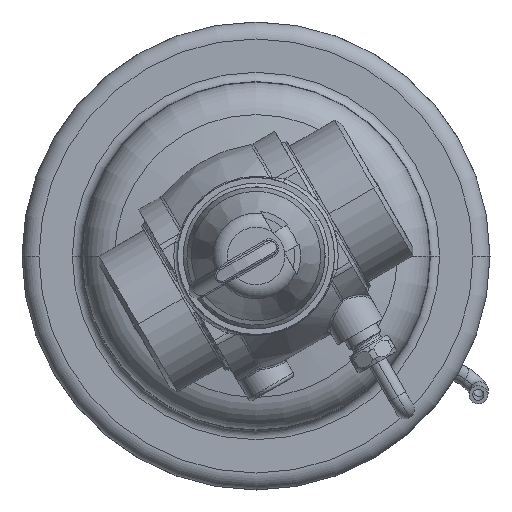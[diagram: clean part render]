
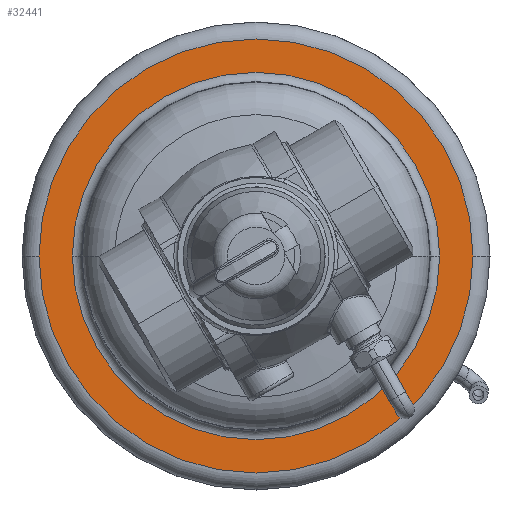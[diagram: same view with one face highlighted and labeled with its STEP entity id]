
A CAD part, left-side view. The second image highlights one B-rep face of the part: STEP entity #32441.
In plain terms, the highlighted planar face has unit normal (-1, 0, 0).
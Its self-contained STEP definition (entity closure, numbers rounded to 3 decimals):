
#13032=CARTESIAN_POINT('',(-2.5,0.,0.));
#13033=DIRECTION('',(-1.,0.,0.));
#13034=DIRECTION('',(0.,1.,0.));
#13035=AXIS2_PLACEMENT_3D('',#13032,#13033,#13034);
#13037=CARTESIAN_POINT('',(-2.5,0.,0.));
#13038=DIRECTION('',(1.,0.,0.));
#13039=DIRECTION('',(0.,1.,0.));
#13040=AXIS2_PLACEMENT_3D('',#13037,#13038,#13039);
#13042=CARTESIAN_POINT('',(-2.5,0.,0.));
#13043=DIRECTION('',(1.,0.,0.));
#13044=DIRECTION('',(0.,1.,0.));
#13045=AXIS2_PLACEMENT_3D('',#13042,#13043,#13044);
#13047=CARTESIAN_POINT('',(-2.5,0.,0.));
#13048=DIRECTION('',(-1.,0.,0.));
#13049=DIRECTION('',(0.,1.,0.));
#13050=AXIS2_PLACEMENT_3D('',#13047,#13048,#13049);
#19616=CARTESIAN_POINT('',(-2.5,58.05,0.));
#19618=VERTEX_POINT('',#19616);
#19619=CARTESIAN_POINT('',(-2.5,49.137,0.));
#19621=VERTEX_POINT('',#19619);
#19648=CARTESIAN_POINT('',(-2.5,-58.05,0.));
#19650=VERTEX_POINT('',#19648);
#19651=CARTESIAN_POINT('',(-2.5,-49.137,0.));
#19653=VERTEX_POINT('',#19651);
#32426=CARTESIAN_POINT('',(-2.5,0.,0.));
#32427=DIRECTION('',(1.,0.,0.));
#32428=DIRECTION('',(0.,-1.,0.));
#32429=AXIS2_PLACEMENT_3D('',#32426,#32427,#32428);
#32430=PLANE('',#32429);
#32432=ORIENTED_EDGE('',*,*,#32431,.T.);
#32434=ORIENTED_EDGE('',*,*,#32433,.F.);
#32435=EDGE_LOOP('',(#32432,#32434));
#32436=FACE_OUTER_BOUND('',#32435,.F.);
#32437=ORIENTED_EDGE('',*,*,#32408,.T.);
#32438=ORIENTED_EDGE('',*,*,#32419,.F.);
#32439=EDGE_LOOP('',(#32437,#32438));
#32440=FACE_BOUND('',#32439,.F.);
#32441=ADVANCED_FACE('',(#32436,#32440),#32430,.F.);
#13036=CIRCLE('',#13035,49.137);
#13041=CIRCLE('',#13040,49.137);
#13046=CIRCLE('',#13045,58.05);
#13051=CIRCLE('',#13050,58.05);
#32408=EDGE_CURVE('',#19621,#19653,#13036,.T.);
#32419=EDGE_CURVE('',#19621,#19653,#13041,.T.);
#32431=EDGE_CURVE('',#19618,#19650,#13046,.T.);
#32433=EDGE_CURVE('',#19618,#19650,#13051,.T.);
